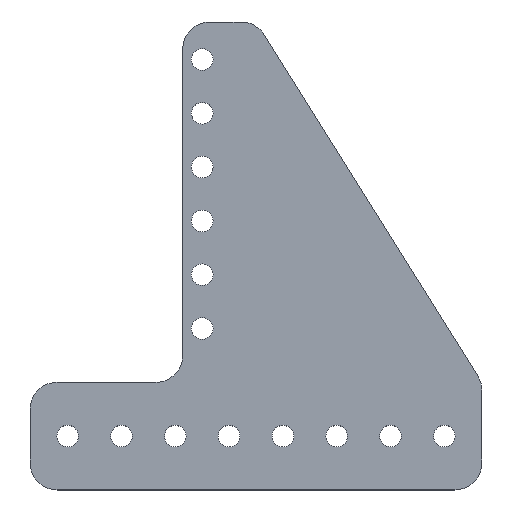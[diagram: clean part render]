
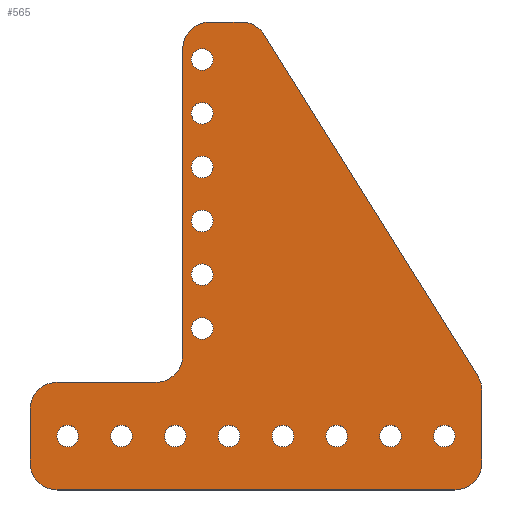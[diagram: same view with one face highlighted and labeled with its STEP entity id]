
A CAD part, top view. The second image highlights one B-rep face of the part: STEP entity #565.
In plain terms, the highlighted planar face has unit normal (0, 0, 1).
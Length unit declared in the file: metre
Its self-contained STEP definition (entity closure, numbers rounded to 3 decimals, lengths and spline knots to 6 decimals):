
#41=CIRCLE('',#609,0.002553);
#42=CIRCLE('',#610,0.002553);
#43=CIRCLE('',#611,0.002553);
#44=CIRCLE('',#612,0.002553);
#45=CIRCLE('',#613,0.002553);
#46=CIRCLE('',#614,0.002553);
#47=CIRCLE('',#615,0.002553);
#48=CIRCLE('',#616,0.002553);
#49=CIRCLE('',#617,0.002553);
#50=CIRCLE('',#618,0.002553);
#51=CIRCLE('',#619,0.002553);
#52=CIRCLE('',#620,0.002553);
#53=CIRCLE('',#621,0.002553);
#54=CIRCLE('',#622,0.002553);
#55=CIRCLE('',#623,0.00635);
#56=CIRCLE('',#624,0.00635);
#57=CIRCLE('',#625,0.00635);
#58=CIRCLE('',#626,0.00635);
#59=CIRCLE('',#627,0.00635);
#60=CIRCLE('',#628,0.00635);
#61=CIRCLE('',#629,0.00635);
#111=ORIENTED_EDGE('',*,*,#251,.T.);
#112=ORIENTED_EDGE('',*,*,#252,.T.);
#113=ORIENTED_EDGE('',*,*,#253,.T.);
#114=ORIENTED_EDGE('',*,*,#254,.T.);
#115=ORIENTED_EDGE('',*,*,#255,.T.);
#116=ORIENTED_EDGE('',*,*,#256,.T.);
#117=ORIENTED_EDGE('',*,*,#257,.T.);
#118=ORIENTED_EDGE('',*,*,#258,.T.);
#119=ORIENTED_EDGE('',*,*,#259,.T.);
#120=ORIENTED_EDGE('',*,*,#260,.T.);
#121=ORIENTED_EDGE('',*,*,#261,.T.);
#122=ORIENTED_EDGE('',*,*,#262,.T.);
#123=ORIENTED_EDGE('',*,*,#263,.T.);
#124=ORIENTED_EDGE('',*,*,#264,.T.);
#125=ORIENTED_EDGE('',*,*,#233,.T.);
#126=ORIENTED_EDGE('',*,*,#265,.T.);
#127=ORIENTED_EDGE('',*,*,#235,.T.);
#128=ORIENTED_EDGE('',*,*,#266,.T.);
#129=ORIENTED_EDGE('',*,*,#239,.T.);
#130=ORIENTED_EDGE('',*,*,#267,.T.);
#131=ORIENTED_EDGE('',*,*,#243,.T.);
#132=ORIENTED_EDGE('',*,*,#268,.T.);
#133=ORIENTED_EDGE('',*,*,#249,.F.);
#134=ORIENTED_EDGE('',*,*,#269,.T.);
#135=ORIENTED_EDGE('',*,*,#223,.T.);
#136=ORIENTED_EDGE('',*,*,#270,.T.);
#137=ORIENTED_EDGE('',*,*,#229,.T.);
#138=ORIENTED_EDGE('',*,*,#271,.T.);
#223=EDGE_CURVE('',#293,#294,#349,.T.);
#229=EDGE_CURVE('',#300,#299,#355,.T.);
#233=EDGE_CURVE('',#304,#303,#359,.T.);
#235=EDGE_CURVE('',#305,#306,#361,.T.);
#239=EDGE_CURVE('',#309,#310,#365,.T.);
#243=EDGE_CURVE('',#313,#314,#369,.T.);
#249=EDGE_CURVE('',#319,#320,#375,.T.);
#251=EDGE_CURVE('',#321,#321,#41,.T.);
#252=EDGE_CURVE('',#322,#322,#42,.T.);
#253=EDGE_CURVE('',#323,#323,#43,.T.);
#254=EDGE_CURVE('',#324,#324,#44,.T.);
#255=EDGE_CURVE('',#325,#325,#45,.T.);
#256=EDGE_CURVE('',#326,#326,#46,.T.);
#257=EDGE_CURVE('',#327,#327,#47,.T.);
#258=EDGE_CURVE('',#328,#328,#48,.T.);
#259=EDGE_CURVE('',#329,#329,#49,.T.);
#260=EDGE_CURVE('',#330,#330,#50,.T.);
#261=EDGE_CURVE('',#331,#331,#51,.T.);
#262=EDGE_CURVE('',#332,#332,#52,.T.);
#263=EDGE_CURVE('',#333,#333,#53,.T.);
#264=EDGE_CURVE('',#334,#334,#54,.T.);
#265=EDGE_CURVE('',#303,#305,#55,.T.);
#266=EDGE_CURVE('',#306,#309,#56,.T.);
#267=EDGE_CURVE('',#310,#313,#57,.T.);
#268=EDGE_CURVE('',#314,#320,#58,.T.);
#269=EDGE_CURVE('',#319,#293,#59,.F.);
#270=EDGE_CURVE('',#294,#300,#60,.T.);
#271=EDGE_CURVE('',#299,#304,#61,.T.);
#293=VERTEX_POINT('',#850);
#294=VERTEX_POINT('',#851);
#299=VERTEX_POINT('',#862);
#300=VERTEX_POINT('',#864);
#303=VERTEX_POINT('',#871);
#304=VERTEX_POINT('',#873);
#305=VERTEX_POINT('',#877);
#306=VERTEX_POINT('',#878);
#309=VERTEX_POINT('',#886);
#310=VERTEX_POINT('',#887);
#313=VERTEX_POINT('',#895);
#314=VERTEX_POINT('',#896);
#319=VERTEX_POINT('',#907);
#320=VERTEX_POINT('',#909);
#321=VERTEX_POINT('',#913);
#322=VERTEX_POINT('',#915);
#323=VERTEX_POINT('',#917);
#324=VERTEX_POINT('',#919);
#325=VERTEX_POINT('',#921);
#326=VERTEX_POINT('',#923);
#327=VERTEX_POINT('',#925);
#328=VERTEX_POINT('',#927);
#329=VERTEX_POINT('',#929);
#330=VERTEX_POINT('',#931);
#331=VERTEX_POINT('',#933);
#332=VERTEX_POINT('',#935);
#333=VERTEX_POINT('',#937);
#334=VERTEX_POINT('',#939);
#349=LINE('',#849,#377);
#355=LINE('',#863,#383);
#359=LINE('',#872,#387);
#361=LINE('',#876,#389);
#365=LINE('',#885,#393);
#369=LINE('',#894,#397);
#375=LINE('',#908,#403);
#377=VECTOR('',#677,1.);
#383=VECTOR('',#685,1.);
#387=VECTOR('',#691,1.);
#389=VECTOR('',#695,1.);
#393=VECTOR('',#701,1.);
#397=VECTOR('',#707,1.);
#403=VECTOR('',#715,1.);
#412=EDGE_LOOP('',(#111));
#413=EDGE_LOOP('',(#112));
#414=EDGE_LOOP('',(#113));
#415=EDGE_LOOP('',(#114));
#416=EDGE_LOOP('',(#115));
#417=EDGE_LOOP('',(#116));
#418=EDGE_LOOP('',(#117));
#419=EDGE_LOOP('',(#118));
#420=EDGE_LOOP('',(#119));
#421=EDGE_LOOP('',(#120));
#422=EDGE_LOOP('',(#121));
#423=EDGE_LOOP('',(#122));
#424=EDGE_LOOP('',(#123));
#425=EDGE_LOOP('',(#124));
#426=EDGE_LOOP('',(#125,#126,#127,#128,#129,#130,#131,#132,#133,#134,#135,
#136,#137,#138));
#484=FACE_BOUND('',#412,.T.);
#485=FACE_BOUND('',#413,.T.);
#486=FACE_BOUND('',#414,.T.);
#487=FACE_BOUND('',#415,.T.);
#488=FACE_BOUND('',#416,.T.);
#489=FACE_BOUND('',#417,.T.);
#490=FACE_BOUND('',#418,.T.);
#491=FACE_BOUND('',#419,.T.);
#492=FACE_BOUND('',#420,.T.);
#493=FACE_BOUND('',#421,.T.);
#494=FACE_BOUND('',#422,.T.);
#495=FACE_BOUND('',#423,.T.);
#496=FACE_BOUND('',#424,.T.);
#497=FACE_BOUND('',#425,.T.);
#498=FACE_BOUND('',#426,.T.);
#556=PLANE('',#608);
#565=ADVANCED_FACE('',(#484,#485,#486,#487,#488,#489,#490,#491,#492,#493,
#494,#495,#496,#497,#498),#556,.T.);
#608=AXIS2_PLACEMENT_3D('',#911,#717,#718);
#609=AXIS2_PLACEMENT_3D('',#912,#719,#720);
#610=AXIS2_PLACEMENT_3D('',#914,#721,#722);
#611=AXIS2_PLACEMENT_3D('',#916,#723,#724);
#612=AXIS2_PLACEMENT_3D('',#918,#725,#726);
#613=AXIS2_PLACEMENT_3D('',#920,#727,#728);
#614=AXIS2_PLACEMENT_3D('',#922,#729,#730);
#615=AXIS2_PLACEMENT_3D('',#924,#731,#732);
#616=AXIS2_PLACEMENT_3D('',#926,#733,#734);
#617=AXIS2_PLACEMENT_3D('',#928,#735,#736);
#618=AXIS2_PLACEMENT_3D('',#930,#737,#738);
#619=AXIS2_PLACEMENT_3D('',#932,#739,#740);
#620=AXIS2_PLACEMENT_3D('',#934,#741,#742);
#621=AXIS2_PLACEMENT_3D('',#936,#743,#744);
#622=AXIS2_PLACEMENT_3D('',#938,#745,#746);
#623=AXIS2_PLACEMENT_3D('',#940,#747,#748);
#624=AXIS2_PLACEMENT_3D('',#941,#749,#750);
#625=AXIS2_PLACEMENT_3D('',#942,#751,#752);
#626=AXIS2_PLACEMENT_3D('',#943,#753,#754);
#627=AXIS2_PLACEMENT_3D('',#944,#755,#756);
#628=AXIS2_PLACEMENT_3D('',#945,#757,#758);
#629=AXIS2_PLACEMENT_3D('',#946,#759,#760);
#677=DIRECTION('',(-1.,0.,0.));
#685=DIRECTION('',(0.,-1.,0.));
#691=DIRECTION('',(1.,0.,0.));
#695=DIRECTION('',(0.,1.,0.));
#701=DIRECTION('',(-0.531,0.847,0.));
#707=DIRECTION('',(-1.,0.,0.));
#715=DIRECTION('',(0.,1.,0.));
#717=DIRECTION('',(0.,0.,1.));
#718=DIRECTION('',(1.,0.,0.));
#719=DIRECTION('',(0.,0.,-1.));
#720=DIRECTION('',(-1.,0.,0.));
#721=DIRECTION('',(0.,0.,-1.));
#722=DIRECTION('',(-1.,0.,0.));
#723=DIRECTION('',(0.,0.,-1.));
#724=DIRECTION('',(-1.,0.,0.));
#725=DIRECTION('',(0.,0.,-1.));
#726=DIRECTION('',(-1.,0.,0.));
#727=DIRECTION('',(0.,0.,-1.));
#728=DIRECTION('',(-1.,0.,0.));
#729=DIRECTION('',(0.,0.,-1.));
#730=DIRECTION('',(-1.,0.,0.));
#731=DIRECTION('',(0.,0.,-1.));
#732=DIRECTION('',(-1.,0.,0.));
#733=DIRECTION('',(0.,0.,-1.));
#734=DIRECTION('',(-1.,0.,0.));
#735=DIRECTION('',(0.,0.,-1.));
#736=DIRECTION('',(-1.,0.,0.));
#737=DIRECTION('',(0.,0.,-1.));
#738=DIRECTION('',(-1.,0.,0.));
#739=DIRECTION('',(0.,0.,-1.));
#740=DIRECTION('',(-1.,0.,0.));
#741=DIRECTION('',(0.,0.,-1.));
#742=DIRECTION('',(-1.,0.,0.));
#743=DIRECTION('',(0.,0.,-1.));
#744=DIRECTION('',(-1.,0.,0.));
#745=DIRECTION('',(0.,0.,-1.));
#746=DIRECTION('',(-1.,0.,0.));
#747=DIRECTION('',(0.,0.,1.));
#748=DIRECTION('',(1.,0.,0.));
#749=DIRECTION('',(0.,0.,1.));
#750=DIRECTION('',(1.,0.,0.));
#751=DIRECTION('',(0.,0.,1.));
#752=DIRECTION('',(1.,0.,0.));
#753=DIRECTION('',(0.,0.,1.));
#754=DIRECTION('',(1.,0.,0.));
#755=DIRECTION('',(0.,0.,1.));
#756=DIRECTION('',(1.,0.,0.));
#757=DIRECTION('',(0.,0.,1.));
#758=DIRECTION('',(1.,0.,0.));
#759=DIRECTION('',(0.,0.,1.));
#760=DIRECTION('',(1.,0.,0.));
#849=CARTESIAN_POINT('',(-0.022587,-0.7239,0.00635));
#850=CARTESIAN_POINT('',(-0.010935,-0.7239,0.00635));
#851=CARTESIAN_POINT('',(-0.034239,-0.7239,0.00635));
#862=CARTESIAN_POINT('',(-0.040589,-0.74295,0.00635));
#863=CARTESIAN_POINT('',(-0.040589,-0.7366,0.00635));
#864=CARTESIAN_POINT('',(-0.040589,-0.73025,0.00635));
#871=CARTESIAN_POINT('',(0.059639,-0.7493,0.00635));
#872=CARTESIAN_POINT('',(0.0127,-0.7493,0.00635));
#873=CARTESIAN_POINT('',(-0.034239,-0.7493,0.00635));
#876=CARTESIAN_POINT('',(0.065989,-0.7366,0.00635));
#877=CARTESIAN_POINT('',(0.065989,-0.74295,0.00635));
#878=CARTESIAN_POINT('',(0.065989,-0.725725,0.00635));
#885=CARTESIAN_POINT('',(0.039345,-0.68138,0.00635));
#886=CARTESIAN_POINT('',(0.06502,-0.722353,0.00635));
#887=CARTESIAN_POINT('',(0.014566,-0.641839,0.00635));
#894=CARTESIAN_POINT('',(0.004058,-0.638861,0.00635));
#895=CARTESIAN_POINT('',(0.009185,-0.638861,0.00635));
#896=CARTESIAN_POINT('',(0.001765,-0.638861,0.00635));
#907=CARTESIAN_POINT('',(-0.004585,-0.71755,0.00635));
#908=CARTESIAN_POINT('',(-0.004585,-0.68138,0.00635));
#909=CARTESIAN_POINT('',(-0.004585,-0.645211,0.00635));
#911=CARTESIAN_POINT('',(0.0127,-0.69408,0.00635));
#912=CARTESIAN_POINT('',(-0.03175,-0.7366,0.00635));
#913=CARTESIAN_POINT('',(-0.034303,-0.7366,0.00635));
#914=CARTESIAN_POINT('',(0.03175,-0.7366,0.00635));
#915=CARTESIAN_POINT('',(0.029197,-0.7366,0.00635));
#916=CARTESIAN_POINT('',(0.04445,-0.7366,0.00635));
#917=CARTESIAN_POINT('',(0.041897,-0.7366,0.00635));
#918=CARTESIAN_POINT('',(0.05715,-0.7366,0.00635));
#919=CARTESIAN_POINT('',(0.054597,-0.7366,0.00635));
#920=CARTESIAN_POINT('',(0.,-0.7112,0.00635));
#921=CARTESIAN_POINT('',(-0.002553,-0.7112,0.00635));
#922=CARTESIAN_POINT('',(0.01905,-0.7366,0.00635));
#923=CARTESIAN_POINT('',(0.016497,-0.7366,0.00635));
#924=CARTESIAN_POINT('',(0.00635,-0.7366,0.00635));
#925=CARTESIAN_POINT('',(0.003797,-0.7366,0.00635));
#926=CARTESIAN_POINT('',(-0.00635,-0.7366,0.00635));
#927=CARTESIAN_POINT('',(-0.008903,-0.7366,0.00635));
#928=CARTESIAN_POINT('',(-0.01905,-0.7366,0.00635));
#929=CARTESIAN_POINT('',(-0.021603,-0.7366,0.00635));
#930=CARTESIAN_POINT('',(0.,-0.6985,0.00635));
#931=CARTESIAN_POINT('',(-0.002553,-0.6985,0.00635));
#932=CARTESIAN_POINT('',(0.,-0.6858,0.00635));
#933=CARTESIAN_POINT('',(-0.002553,-0.6858,0.00635));
#934=CARTESIAN_POINT('',(0.,-0.6731,0.00635));
#935=CARTESIAN_POINT('',(-0.002553,-0.6731,0.00635));
#936=CARTESIAN_POINT('',(0.,-0.6604,0.00635));
#937=CARTESIAN_POINT('',(-0.002553,-0.6604,0.00635));
#938=CARTESIAN_POINT('',(0.,-0.6477,0.00635));
#939=CARTESIAN_POINT('',(-0.002553,-0.6477,0.00635));
#940=CARTESIAN_POINT('',(0.059639,-0.74295,0.00635));
#941=CARTESIAN_POINT('',(0.059639,-0.725725,0.00635));
#942=CARTESIAN_POINT('',(0.009185,-0.645211,0.00635));
#943=CARTESIAN_POINT('',(0.001765,-0.645211,0.00635));
#944=CARTESIAN_POINT('',(-0.010935,-0.71755,0.00635));
#945=CARTESIAN_POINT('',(-0.034239,-0.73025,0.00635));
#946=CARTESIAN_POINT('',(-0.034239,-0.74295,0.00635));
